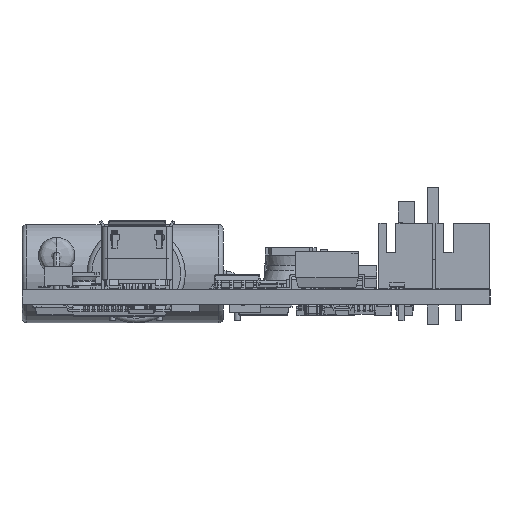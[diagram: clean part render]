
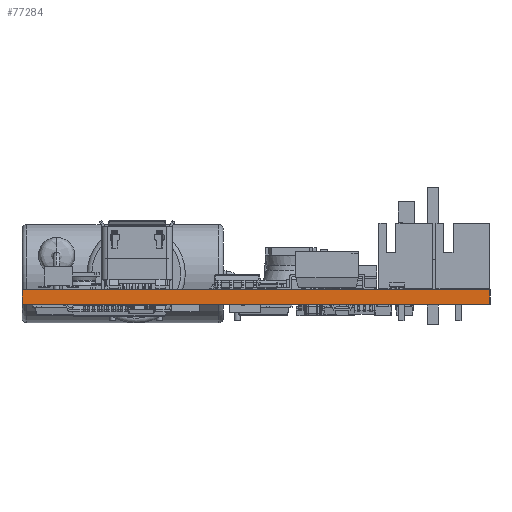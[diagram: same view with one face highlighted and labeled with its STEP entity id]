
A CAD part, left-side view. The second image highlights one B-rep face of the part: STEP entity #77284.
In plain terms, the highlighted planar face has unit normal (-1, 0, 0).
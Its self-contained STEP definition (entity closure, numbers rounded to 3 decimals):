
#77025 = EDGE_CURVE('',#77026,#77028,#77030,.T.);
#77026 = VERTEX_POINT('',#77027);
#77027 = CARTESIAN_POINT('',(0.,0.,0.));
#77028 = VERTEX_POINT('',#77029);
#77029 = CARTESIAN_POINT('',(0.,0.,1.57));
#77030 = LINE('',#77031,#77032);
#77031 = CARTESIAN_POINT('',(0.,0.,0.));
#77032 = VECTOR('',#77033,1.);
#77033 = DIRECTION('',(0.,0.,1.));
#77257 = EDGE_CURVE('',#77258,#77260,#77262,.T.);
#77258 = VERTEX_POINT('',#77259);
#77259 = CARTESIAN_POINT('',(0.,50.,0.));
#77260 = VERTEX_POINT('',#77261);
#77261 = CARTESIAN_POINT('',(0.,50.,1.57));
#77262 = LINE('',#77263,#77264);
#77263 = CARTESIAN_POINT('',(0.,50.,0.));
#77264 = VECTOR('',#77265,1.);
#77265 = DIRECTION('',(0.,0.,1.));
#77284 = ADVANCED_FACE('',(#77285),#77301,.T.);
#77285 = FACE_BOUND('',#77286,.T.);
#77286 = EDGE_LOOP('',(#77287,#77288,#77294,#77295));
#77287 = ORIENTED_EDGE('',*,*,#77025,.T.);
#77288 = ORIENTED_EDGE('',*,*,#77289,.T.);
#77289 = EDGE_CURVE('',#77028,#77260,#77290,.T.);
#77290 = LINE('',#77291,#77292);
#77291 = CARTESIAN_POINT('',(0.,0.,1.57));
#77292 = VECTOR('',#77293,1.);
#77293 = DIRECTION('',(0.,1.,0.));
#77294 = ORIENTED_EDGE('',*,*,#77257,.F.);
#77295 = ORIENTED_EDGE('',*,*,#77296,.F.);
#77296 = EDGE_CURVE('',#77026,#77258,#77297,.T.);
#77297 = LINE('',#77298,#77299);
#77298 = CARTESIAN_POINT('',(0.,0.,0.));
#77299 = VECTOR('',#77300,1.);
#77300 = DIRECTION('',(0.,1.,0.));
#77301 = PLANE('',#77302);
#77302 = AXIS2_PLACEMENT_3D('',#77303,#77304,#77305);
#77303 = CARTESIAN_POINT('',(0.,0.,0.));
#77304 = DIRECTION('',(-1.,0.,0.));
#77305 = DIRECTION('',(0.,1.,0.));
